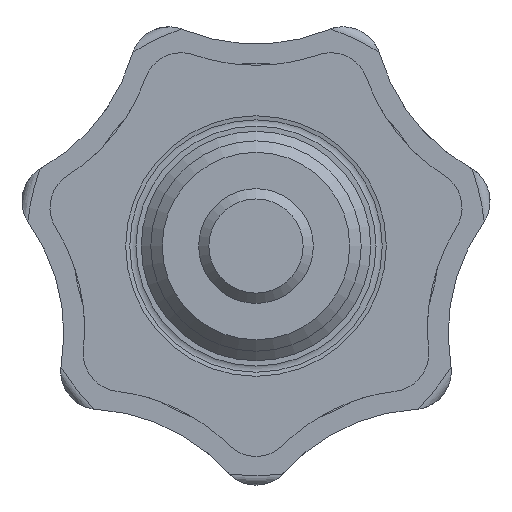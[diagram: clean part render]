
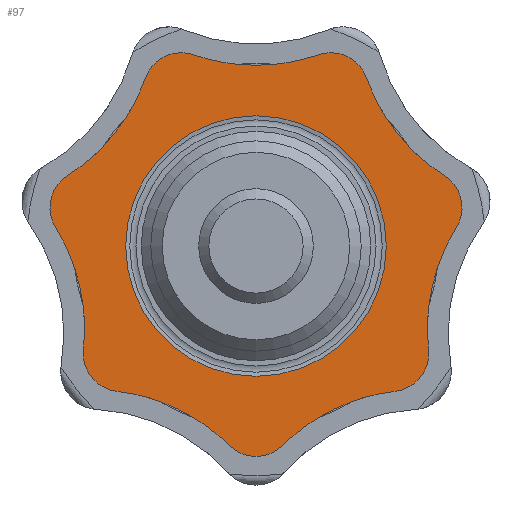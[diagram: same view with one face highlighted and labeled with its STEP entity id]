
A CAD part, front view. The second image highlights one B-rep face of the part: STEP entity #97.
In plain terms, the highlighted planar face has unit normal (0, -1, 0).
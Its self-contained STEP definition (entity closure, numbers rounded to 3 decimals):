
#97 = ADVANCED_FACE( '', ( #240, #241 ), #242, .F. );
#240 = FACE_OUTER_BOUND( '', #432, .T. );
#241 = FACE_BOUND( '', #433, .T. );
#242 = PLANE( '', #434 );
#432 = EDGE_LOOP( '', ( #717, #718, #719, #720, #721, #722, #723, #724, #725, #726, #727, #728, #729, #730 ) );
#433 = EDGE_LOOP( '', ( #731 ) );
#434 = AXIS2_PLACEMENT_3D( '', #732, #733, #734 );
#717 = ORIENTED_EDGE( '', *, *, #1222, .T. );
#718 = ORIENTED_EDGE( '', *, *, #1223, .F. );
#719 = ORIENTED_EDGE( '', *, *, #1224, .T. );
#720 = ORIENTED_EDGE( '', *, *, #1225, .F. );
#721 = ORIENTED_EDGE( '', *, *, #1226, .T. );
#722 = ORIENTED_EDGE( '', *, *, #1215, .F. );
#723 = ORIENTED_EDGE( '', *, *, #1227, .T. );
#724 = ORIENTED_EDGE( '', *, *, #1228, .F. );
#725 = ORIENTED_EDGE( '', *, *, #1229, .T. );
#726 = ORIENTED_EDGE( '', *, *, #1230, .F. );
#727 = ORIENTED_EDGE( '', *, *, #1231, .T. );
#728 = ORIENTED_EDGE( '', *, *, #1126, .F. );
#729 = ORIENTED_EDGE( '', *, *, #1232, .T. );
#730 = ORIENTED_EDGE( '', *, *, #1233, .F. );
#731 = ORIENTED_EDGE( '', *, *, #1234, .F. );
#732 = CARTESIAN_POINT( '', ( -26.004, 27.6, -9.941 ) );
#733 = DIRECTION( '', ( 0., 1., 0. ) );
#734 = DIRECTION( '', ( 0., 0., 1. ) );
#1126 = EDGE_CURVE( '', #1338, #1333, #1340, .T. );
#1215 = EDGE_CURVE( '', #1508, #1506, #1510, .T. );
#1222 = EDGE_CURVE( '', #1519, #1520, #1521, .T. );
#1223 = EDGE_CURVE( '', #1522, #1520, #1523, .T. );
#1224 = EDGE_CURVE( '', #1522, #1524, #1525, .T. );
#1225 = EDGE_CURVE( '', #1526, #1524, #1527, .T. );
#1226 = EDGE_CURVE( '', #1526, #1506, #1528, .T. );
#1227 = EDGE_CURVE( '', #1508, #1529, #1530, .T. );
#1228 = EDGE_CURVE( '', #1531, #1529, #1532, .T. );
#1229 = EDGE_CURVE( '', #1531, #1533, #1534, .T. );
#1230 = EDGE_CURVE( '', #1535, #1533, #1536, .T. );
#1231 = EDGE_CURVE( '', #1535, #1333, #1537, .T. );
#1232 = EDGE_CURVE( '', #1338, #1538, #1539, .T. );
#1233 = EDGE_CURVE( '', #1519, #1538, #1540, .T. );
#1234 = EDGE_CURVE( '', #1541, #1541, #1542, .F. );
#1333 = VERTEX_POINT( '', #1652 );
#1338 = VERTEX_POINT( '', #1658 );
#1340 = CIRCLE( '', #1661, 4. );
#1506 = VERTEX_POINT( '', #2192 );
#1508 = VERTEX_POINT( '', #2195 );
#1510 = CIRCLE( '', #2198, 4. );
#1519 = VERTEX_POINT( '', #2216 );
#1520 = VERTEX_POINT( '', #2217 );
#1521 = CIRCLE( '', #2218, 20. );
#1522 = VERTEX_POINT( '', #2219 );
#1523 = CIRCLE( '', #2220, 4. );
#1524 = VERTEX_POINT( '', #2221 );
#1525 = CIRCLE( '', #2222, 20. );
#1526 = VERTEX_POINT( '', #2223 );
#1527 = CIRCLE( '', #2224, 4. );
#1528 = CIRCLE( '', #2225, 20. );
#1529 = VERTEX_POINT( '', #2226 );
#1530 = CIRCLE( '', #2227, 20. );
#1531 = VERTEX_POINT( '', #2228 );
#1532 = CIRCLE( '', #2229, 4. );
#1533 = VERTEX_POINT( '', #2230 );
#1534 = CIRCLE( '', #2231, 20. );
#1535 = VERTEX_POINT( '', #2232 );
#1536 = CIRCLE( '', #2233, 4. );
#1537 = CIRCLE( '', #2234, 20. );
#1538 = VERTEX_POINT( '', #2235 );
#1539 = CIRCLE( '', #2236, 20. );
#1540 = CIRCLE( '', #2237, 4. );
#1541 = VERTEX_POINT( '', #2238 );
#1542 = CIRCLE( '', #2239, 13.625 );
#1652 = CARTESIAN_POINT( '', ( -6.508, 27.6, 20. ) );
#1658 = CARTESIAN_POINT( '', ( -11.579, 27.6, 17.558 ) );
#1661 = AXIS2_PLACEMENT_3D( '', #2567, #2568, #2569 );
#2192 = CARTESIAN_POINT( '', ( 14.541, 27.6, -15.195 ) );
#2195 = CARTESIAN_POINT( '', ( 18.05, 27.6, -10.795 ) );
#2198 = AXIS2_PLACEMENT_3D( '', #2746, #2747, #2748 );
#2216 = CARTESIAN_POINT( '', ( -20.947, 27.6, 1.895 ) );
#2217 = CARTESIAN_POINT( '', ( -18.05, 27.6, -10.795 ) );
#2218 = AXIS2_PLACEMENT_3D( '', #2755, #2756, #2757 );
#2219 = CARTESIAN_POINT( '', ( -14.541, 27.6, -15.195 ) );
#2220 = AXIS2_PLACEMENT_3D( '', #2758, #2759, #2760 );
#2221 = CARTESIAN_POINT( '', ( -2.814, 27.6, -20.843 ) );
#2222 = AXIS2_PLACEMENT_3D( '', #2761, #2762, #2763 );
#2223 = CARTESIAN_POINT( '', ( 2.814, 27.6, -20.843 ) );
#2224 = AXIS2_PLACEMENT_3D( '', #2764, #2765, #2766 );
#2225 = AXIS2_PLACEMENT_3D( '', #2767, #2768, #2769 );
#2226 = CARTESIAN_POINT( '', ( 20.947, 27.6, 1.895 ) );
#2227 = AXIS2_PLACEMENT_3D( '', #2770, #2771, #2772 );
#2228 = CARTESIAN_POINT( '', ( 19.694, 27.6, 7.381 ) );
#2229 = AXIS2_PLACEMENT_3D( '', #2773, #2774, #2775 );
#2230 = CARTESIAN_POINT( '', ( 11.579, 27.6, 17.558 ) );
#2231 = AXIS2_PLACEMENT_3D( '', #2776, #2777, #2778 );
#2232 = CARTESIAN_POINT( '', ( 6.508, 27.6, 20. ) );
#2233 = AXIS2_PLACEMENT_3D( '', #2779, #2780, #2781 );
#2234 = AXIS2_PLACEMENT_3D( '', #2782, #2783, #2784 );
#2235 = CARTESIAN_POINT( '', ( -19.694, 27.6, 7.381 ) );
#2236 = AXIS2_PLACEMENT_3D( '', #2785, #2786, #2787 );
#2237 = AXIS2_PLACEMENT_3D( '', #2788, #2789, #2790 );
#2238 = CARTESIAN_POINT( '', ( 0., 27.6, 13.625 ) );
#2239 = AXIS2_PLACEMENT_3D( '', #2791, #2792, #2793 );
#2567 = CARTESIAN_POINT( '', ( -7.81, 27.6, 16.217 ) );
#2568 = DIRECTION( '', ( 0., 1., 0. ) );
#2569 = DIRECTION( '', ( 1., 0., 0. ) );
#2746 = CARTESIAN_POINT( '', ( 14.073, 27.6, -11.223 ) );
#2747 = DIRECTION( '', ( 0., 1., 0. ) );
#2748 = DIRECTION( '', ( 1., 0., 0. ) );
#2755 = CARTESIAN_POINT( '', ( -37.936, 27.6, -8.659 ) );
#2756 = DIRECTION( '', ( 0., 1., 0. ) );
#2757 = DIRECTION( '', ( 1., 0., 0. ) );
#2758 = CARTESIAN_POINT( '', ( -14.073, 27.6, -11.223 ) );
#2759 = DIRECTION( '', ( 0., 1., 0. ) );
#2760 = DIRECTION( '', ( 1., 0., 0. ) );
#2761 = CARTESIAN_POINT( '', ( -16.883, 27.6, -35.058 ) );
#2762 = DIRECTION( '', ( 0., 1., 0. ) );
#2763 = DIRECTION( '', ( 1., 0., 0. ) );
#2764 = CARTESIAN_POINT( '', ( 0., 27.6, -18. ) );
#2765 = DIRECTION( '', ( 0., 1., 0. ) );
#2766 = DIRECTION( '', ( 1., 0., 0. ) );
#2767 = CARTESIAN_POINT( '', ( 16.883, 27.6, -35.058 ) );
#2768 = DIRECTION( '', ( 0., 1., 0. ) );
#2769 = DIRECTION( '', ( 1., 0., 0. ) );
#2770 = CARTESIAN_POINT( '', ( 37.936, 27.6, -8.659 ) );
#2771 = DIRECTION( '', ( 0., 1., 0. ) );
#2772 = DIRECTION( '', ( 1., 0., 0. ) );
#2773 = CARTESIAN_POINT( '', ( 17.549, 27.6, 4.005 ) );
#2774 = DIRECTION( '', ( 0., 1., 0. ) );
#2775 = DIRECTION( '', ( 1., 0., 0. ) );
#2776 = CARTESIAN_POINT( '', ( 30.422, 27.6, 24.261 ) );
#2777 = DIRECTION( '', ( 0., 1., 0. ) );
#2778 = DIRECTION( '', ( 1., 0., 0. ) );
#2779 = CARTESIAN_POINT( '', ( 7.81, 27.6, 16.217 ) );
#2780 = DIRECTION( '', ( 0., 1., 0. ) );
#2781 = DIRECTION( '', ( 1., 0., 0. ) );
#2782 = CARTESIAN_POINT( '', ( 0., 27.6, 38.911 ) );
#2783 = DIRECTION( '', ( 0., 1., 0. ) );
#2784 = DIRECTION( '', ( 1., 0., 0. ) );
#2785 = CARTESIAN_POINT( '', ( -30.422, 27.6, 24.261 ) );
#2786 = DIRECTION( '', ( 0., 1., 0. ) );
#2787 = DIRECTION( '', ( 1., 0., 0. ) );
#2788 = CARTESIAN_POINT( '', ( -17.549, 27.6, 4.005 ) );
#2789 = DIRECTION( '', ( 0., 1., 0. ) );
#2790 = DIRECTION( '', ( 1., 0., 0. ) );
#2791 = CARTESIAN_POINT( '', ( 0., 27.6, 0. ) );
#2792 = DIRECTION( '', ( 0., 1., 0. ) );
#2793 = DIRECTION( '', ( 0., 0., 1. ) );
